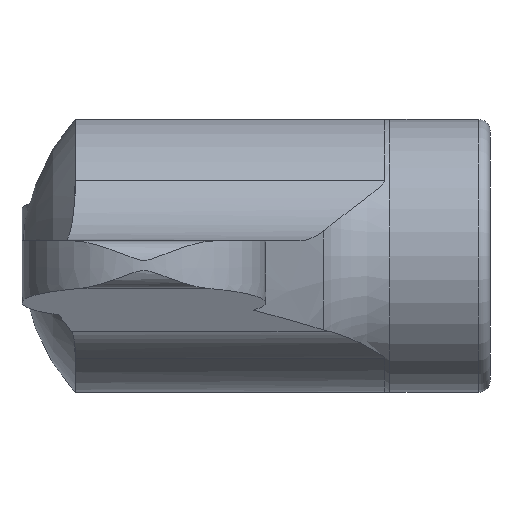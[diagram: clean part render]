
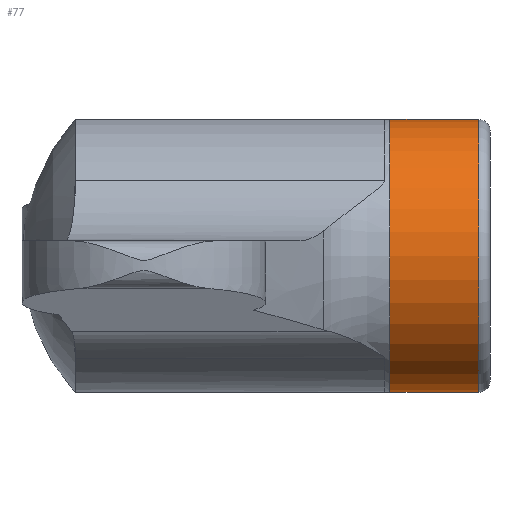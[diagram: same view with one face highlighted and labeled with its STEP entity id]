
A CAD part, left-side view. The second image highlights one B-rep face of the part: STEP entity #77.
In plain terms, the highlighted cylindrical face has radius 7 mm (diameter 14 mm), a full revolution.
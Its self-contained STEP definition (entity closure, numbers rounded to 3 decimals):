
#77 = ADVANCED_FACE( '', ( #165, #166 ), #167, .T. );
#165 = FACE_OUTER_BOUND( '', #262, .T. );
#166 = FACE_OUTER_BOUND( '', #263, .T. );
#167 = CYLINDRICAL_SURFACE( '', #264, 7. );
#262 = EDGE_LOOP( '', ( #424 ) );
#263 = EDGE_LOOP( '', ( #425 ) );
#264 = AXIS2_PLACEMENT_3D( '', #426, #427, #428 );
#424 = ORIENTED_EDGE( '', *, *, #555, .F. );
#425 = ORIENTED_EDGE( '', *, *, #603, .T. );
#426 = CARTESIAN_POINT( '', ( 0., 0., 0. ) );
#427 = DIRECTION( '', ( 0., 1., 0. ) );
#428 = DIRECTION( '', ( 0., 0., -1. ) );
#555 = EDGE_CURVE( '', #656, #656, #657, .T. );
#603 = EDGE_CURVE( '', #729, #729, #730, .T. );
#656 = VERTEX_POINT( '', #846 );
#657 = CIRCLE( '', #847, 7. );
#729 = VERTEX_POINT( '', #1100 );
#730 = CIRCLE( '', #1101, 7. );
#846 = CARTESIAN_POINT( '', ( 0., 0.575, -7. ) );
#847 = AXIS2_PLACEMENT_3D( '', #1322, #1323, #1324 );
#1100 = CARTESIAN_POINT( '', ( 0., 5.138, -7. ) );
#1101 = AXIS2_PLACEMENT_3D( '', #1366, #1367, #1368 );
#1322 = CARTESIAN_POINT( '', ( 0., 0.575, 0. ) );
#1323 = DIRECTION( '', ( 0., -1., 0. ) );
#1324 = DIRECTION( '', ( 0., 0., -1. ) );
#1366 = CARTESIAN_POINT( '', ( 0., 5.138, 0. ) );
#1367 = DIRECTION( '', ( 0., -1., 0. ) );
#1368 = DIRECTION( '', ( 0., 0., -1. ) );
